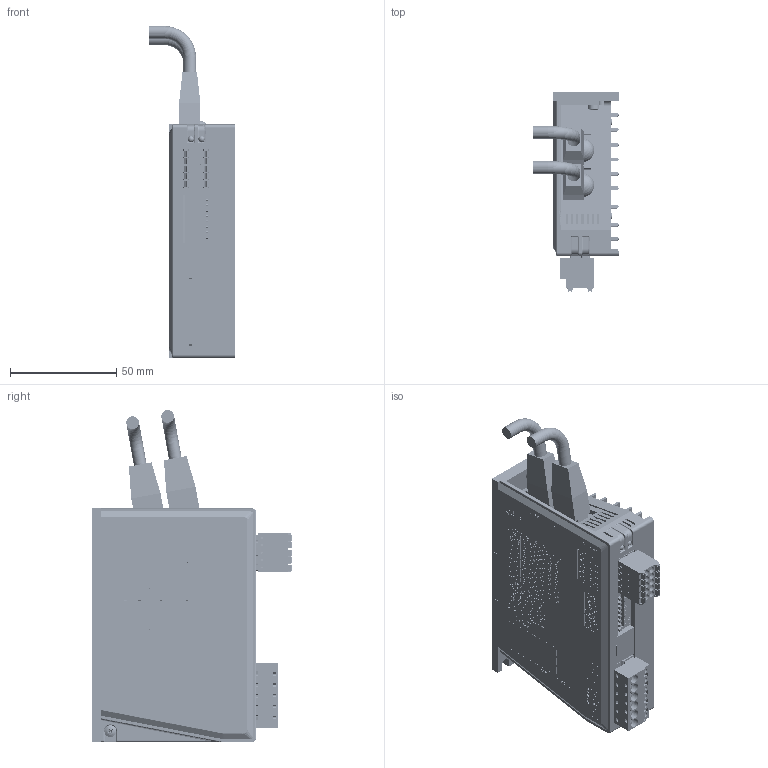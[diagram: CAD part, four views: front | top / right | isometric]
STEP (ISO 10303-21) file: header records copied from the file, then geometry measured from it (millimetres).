
FILE_DESCRIPTION(('CATIA V5 STEP Exchange','CAx-IF Rec.Pracs.--- Composite Materials ---3.4---2017-06-13'),'2;1');
FILE_NAME('DP3SL-705-官网图+EPLAN图-240929.stp','2024-09-29T08:28:21+00:00',('none'),('none'),'CATIA Version 5-6 Release 2020','CATIA V5 STEP AP203 v1','none');
FILE_SCHEMA(('CONFIG_CONTROL_DESIGN'));
Products named in the file (1): _model1
Bounding box: 40.12 x 93.92 x 156.39 mm (x, y, z)
Volume: 239045.1 mm3; surface area: 93143.9 mm2
Topology: 595 solids, 596 shells, 12569 faces, 35941 edges, 24677 vertices
Faces by surface type: plane 9199, cylinder 1786, extrusion 629, bspline 623, sphere 127, torus 106, cone 99
Entity records: 445307 total; most frequent: CARTESIAN_POINT 144151, ORIENTED_EDGE 71662, DIRECTION 45346, EDGE_CURVE 35831, VECTOR 26099, LINE 25470, VERTEX_POINT 24676, EDGE_LOOP 13451
